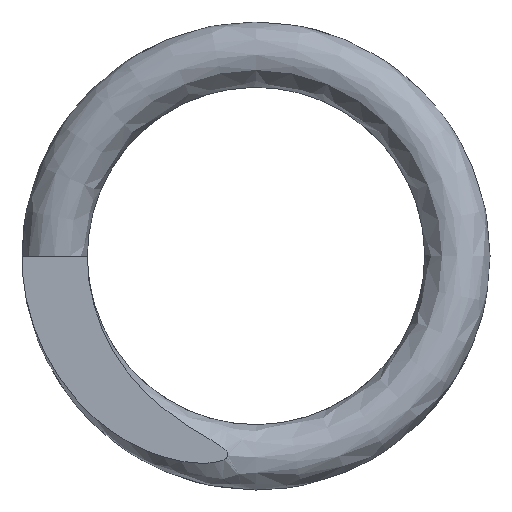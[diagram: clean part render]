
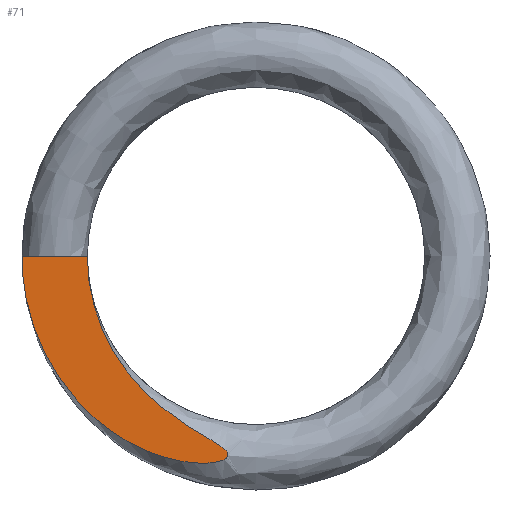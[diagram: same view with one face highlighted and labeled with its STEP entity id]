
A CAD part, front view. The second image highlights one B-rep face of the part: STEP entity #71.
In plain terms, the highlighted planar face has unit normal (0, -1, 0).
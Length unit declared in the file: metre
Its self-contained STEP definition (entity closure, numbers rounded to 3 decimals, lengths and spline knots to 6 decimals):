
#20=B_SPLINE_CURVE_WITH_KNOTS('',3,(#403,#404,#405,#406,#407,#408,#409,
#410,#411,#412,#413,#414,#415,#416,#417,#418,#419,#420,#421,#422,#423,#424,
#425,#426,#427,#428,#429,#430,#431,#432,#433,#434,#435,#436,#437,#438,#439,
#440),.UNSPECIFIED.,.F.,.F.,(4,1,1,1,1,1,1,1,1,1,1,1,1,1,1,1,1,1,1,1,1,
1,1,1,1,1,1,1,1,1,1,1,1,1,1,4),(0.,0.003761,
0.007522,0.011283,0.013164,0.015045,
0.016925,0.018806,0.020686,0.021627,
0.022567,0.023507,0.024448,0.024918,
0.025388,0.025858,0.026093,0.026328,
0.026798,0.027268,0.027739,0.028209,
0.029149,0.030089,0.03103,0.03197,
0.03385,0.035731,0.037612,0.039492,
0.041373,0.045134,0.048895,0.052656,
0.056417,0.060179),.UNSPECIFIED.);
#35=ORIENTED_EDGE('',*,*,#40,.F.);
#36=ORIENTED_EDGE('',*,*,#42,.T.);
#40=EDGE_CURVE('',#45,#46,#20,.T.);
#42=EDGE_CURVE('',#45,#46,#48,.T.);
#45=VERTEX_POINT('',#401);
#46=VERTEX_POINT('',#402);
#48=LINE('',#480,#50);
#50=VECTOR('',#102,1.);
#56=EDGE_LOOP('',(#35,#36));
#62=FACE_BOUND('',#56,.T.);
#66=PLANE('',#90);
#71=ADVANCED_FACE('',(#62),#66,.F.);
#90=AXIS2_PLACEMENT_3D('',#482,#105,#106);
#102=DIRECTION('',(-1.,0.,0.));
#105=DIRECTION('',(0.,1.,0.));
#106=DIRECTION('',(0.,0.,1.));
#401=CARTESIAN_POINT('',(-0.01725,0.,0.));
#402=CARTESIAN_POINT('',(-0.02393,0.,0.));
#403=CARTESIAN_POINT('',(-0.01725,0.,0.));
#404=CARTESIAN_POINT('',(-0.01725,0.,-0.001272));
#405=CARTESIAN_POINT('',(-0.016999,0.,-0.003765));
#406=CARTESIAN_POINT('',(-0.015882,0.,-0.007425));
#407=CARTESIAN_POINT('',(-0.014408,0.,-0.010192));
#408=CARTESIAN_POINT('',(-0.012906,0.,-0.012241));
#409=CARTESIAN_POINT('',(-0.011646,0.,-0.013655));
#410=CARTESIAN_POINT('',(-0.010278,0.,-0.014951));
#411=CARTESIAN_POINT('',(-0.008806,0.,-0.016139));
#412=CARTESIAN_POINT('',(-0.007502,0.,-0.017044));
#413=CARTESIAN_POINT('',(-0.006432,0.,-0.01772));
#414=CARTESIAN_POINT('',(-0.005617,0.,-0.01821));
#415=CARTESIAN_POINT('',(-0.004797,0.,-0.018691));
#416=CARTESIAN_POINT('',(-0.004118,0.,-0.019098));
#417=CARTESIAN_POINT('',(-0.003591,0.,-0.01945));
#418=CARTESIAN_POINT('',(-0.003217,0.,-0.019743));
#419=CARTESIAN_POINT('',(-0.00294,0.,-0.020037));
#420=CARTESIAN_POINT('',(-0.002848,0.,-0.020353));
#421=CARTESIAN_POINT('',(-0.002976,0.,-0.020664));
#422=CARTESIAN_POINT('',(-0.003333,0.,-0.020873));
#423=CARTESIAN_POINT('',(-0.003775,0.,-0.021022));
#424=CARTESIAN_POINT('',(-0.004241,0.,-0.021115));
#425=CARTESIAN_POINT('',(-0.004864,0.,-0.021188));
#426=CARTESIAN_POINT('',(-0.005642,0.,-0.021206));
#427=CARTESIAN_POINT('',(-0.006575,0.,-0.021149));
#428=CARTESIAN_POINT('',(-0.007509,0.,-0.021022));
#429=CARTESIAN_POINT('',(-0.008728,0.,-0.020775));
#430=CARTESIAN_POINT('',(-0.01021,0.,-0.020337));
#431=CARTESIAN_POINT('',(-0.011937,0.,-0.019622));
#432=CARTESIAN_POINT('',(-0.013589,0.,-0.018735));
#433=CARTESIAN_POINT('',(-0.015132,0.,-0.017706));
#434=CARTESIAN_POINT('',(-0.017072,0.,-0.016133));
#435=CARTESIAN_POINT('',(-0.019207,0.,-0.01388));
#436=CARTESIAN_POINT('',(-0.021288,0.,-0.010757));
#437=CARTESIAN_POINT('',(-0.022794,0.,-0.007366));
#438=CARTESIAN_POINT('',(-0.023723,0.,-0.003737));
#439=CARTESIAN_POINT('',(-0.02393,0.,-0.001251));
#440=CARTESIAN_POINT('',(-0.02393,0.,0.));
#480=CARTESIAN_POINT('',(-0.02059,0.,0.));
#482=CARTESIAN_POINT('',(0.,0.,0.));
